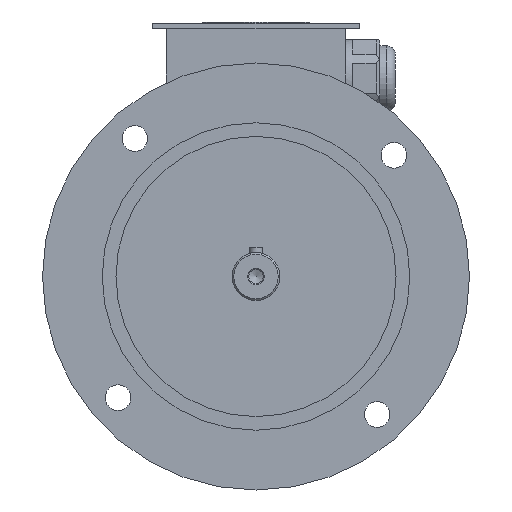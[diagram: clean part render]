
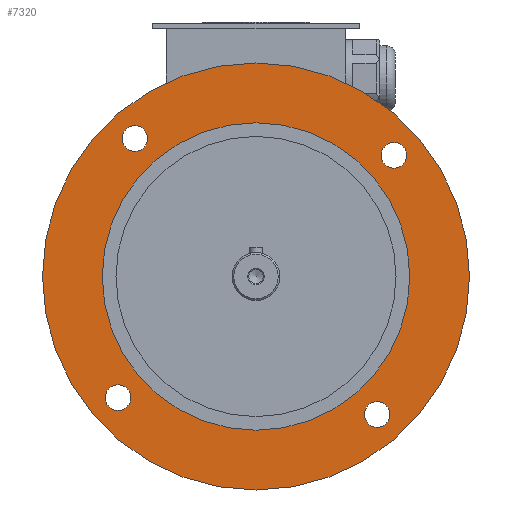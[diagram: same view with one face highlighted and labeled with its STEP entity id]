
A CAD part, front view. The second image highlights one B-rep face of the part: STEP entity #7320.
In plain terms, the highlighted planar face has unit normal (0, -1, 0).
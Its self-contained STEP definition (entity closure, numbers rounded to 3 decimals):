
#204=CIRCLE('',#7386,7.5);
#206=CIRCLE('',#7389,7.5);
#208=CIRCLE('',#7392,7.5);
#364=CIRCLE('',#7806,125.);
#366=CIRCLE('',#7809,7.5);
#367=CIRCLE('',#7810,90.);
#1719=ORIENTED_EDGE('',*,*,#1956,.F.);
#1720=ORIENTED_EDGE('',*,*,#1958,.F.);
#1721=ORIENTED_EDGE('',*,*,#1960,.F.);
#1722=ORIENTED_EDGE('',*,*,#2607,.F.);
#1723=ORIENTED_EDGE('',*,*,#2608,.T.);
#1724=ORIENTED_EDGE('',*,*,#2605,.F.);
#1956=EDGE_CURVE('',#2723,#2723,#204,.T.);
#1958=EDGE_CURVE('',#2725,#2725,#206,.T.);
#1960=EDGE_CURVE('',#2727,#2727,#208,.T.);
#2605=EDGE_CURVE('',#3155,#3155,#364,.T.);
#2607=EDGE_CURVE('',#3157,#3157,#366,.T.);
#2608=EDGE_CURVE('',#3158,#3158,#367,.T.);
#2723=VERTEX_POINT('',#9456);
#2725=VERTEX_POINT('',#9461);
#2727=VERTEX_POINT('',#9466);
#3155=VERTEX_POINT('',#10947);
#3157=VERTEX_POINT('',#10952);
#3158=VERTEX_POINT('',#10954);
#4449=EDGE_LOOP('',(#1719));
#4450=EDGE_LOOP('',(#1720));
#4451=EDGE_LOOP('',(#1721));
#4452=EDGE_LOOP('',(#1722));
#4453=EDGE_LOOP('',(#1723));
#4454=EDGE_LOOP('',(#1724));
#4783=FACE_BOUND('',#4449,.T.);
#4784=FACE_BOUND('',#4450,.T.);
#4785=FACE_BOUND('',#4451,.T.);
#4786=FACE_BOUND('',#4452,.T.);
#4787=FACE_BOUND('',#4453,.T.);
#4788=FACE_BOUND('',#4454,.T.);
#5024=PLANE('',#7808);
#7320=ADVANCED_FACE('',(#4783,#4784,#4785,#4786,#4787,#4788),#5024,.F.);
#7386=AXIS2_PLACEMENT_3D('',#9455,#7930,#7931);
#7389=AXIS2_PLACEMENT_3D('',#9460,#7936,#7937);
#7392=AXIS2_PLACEMENT_3D('',#9465,#7942,#7943);
#7806=AXIS2_PLACEMENT_3D('',#10946,#9177,#9178);
#7808=AXIS2_PLACEMENT_3D('',#10950,#9181,#9182);
#7809=AXIS2_PLACEMENT_3D('',#10951,#9183,#9184);
#7810=AXIS2_PLACEMENT_3D('',#10953,#9185,#9186);
#7930=DIRECTION('',(0.,-1.,0.));
#7931=DIRECTION('',(0.,0.,1.));
#7936=DIRECTION('',(0.,-1.,0.));
#7937=DIRECTION('',(-1.,0.,0.));
#7942=DIRECTION('',(0.,-1.,0.));
#7943=DIRECTION('',(0.,0.,-1.));
#9177=DIRECTION('',(0.,1.,0.));
#9178=DIRECTION('',(1.,0.,0.));
#9181=DIRECTION('',(0.,1.,0.));
#9182=DIRECTION('',(0.,0.,1.));
#9183=DIRECTION('',(0.,-1.,0.));
#9184=DIRECTION('',(1.,0.,0.));
#9185=DIRECTION('',(0.,1.,0.));
#9186=DIRECTION('',(1.,0.,0.));
#9455=CARTESIAN_POINT('',(-80.764,-35.,-70.946));
#9456=CARTESIAN_POINT('',(-80.764,-35.,-63.446));
#9460=CARTESIAN_POINT('',(70.946,-35.,-80.764));
#9461=CARTESIAN_POINT('',(63.446,-35.,-80.764));
#9465=CARTESIAN_POINT('',(80.764,-35.,70.946));
#9466=CARTESIAN_POINT('',(80.764,-35.,63.446));
#10946=CARTESIAN_POINT('',(0.,-35.,0.));
#10947=CARTESIAN_POINT('',(125.,-35.,0.));
#10950=CARTESIAN_POINT('',(0.,-35.,0.));
#10951=CARTESIAN_POINT('',(-70.946,-35.,80.764));
#10952=CARTESIAN_POINT('',(-63.446,-35.,80.764));
#10953=CARTESIAN_POINT('',(0.,-35.,0.));
#10954=CARTESIAN_POINT('',(90.,-35.,0.));
